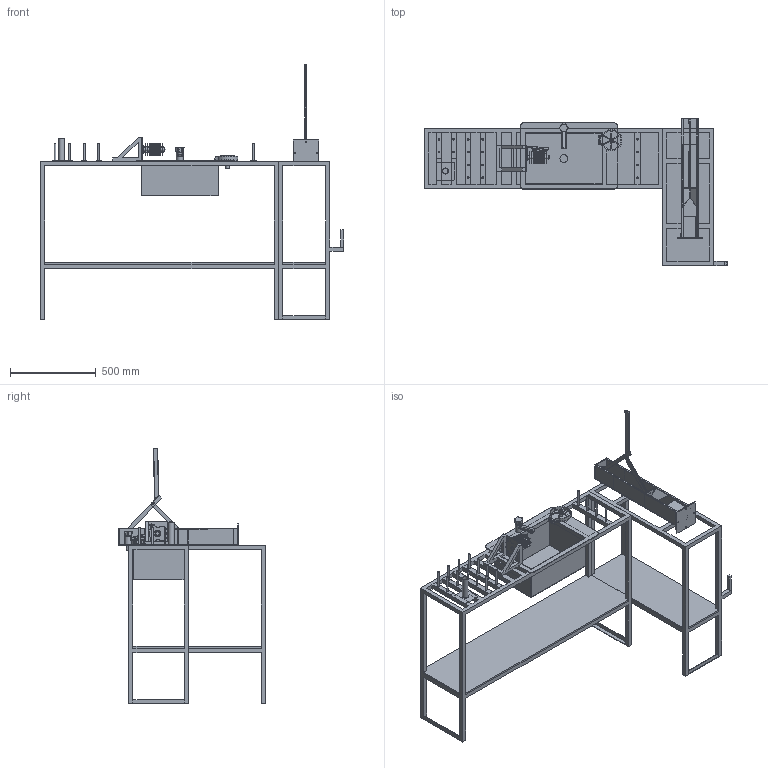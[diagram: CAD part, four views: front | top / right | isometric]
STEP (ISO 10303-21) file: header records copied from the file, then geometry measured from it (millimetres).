
FILE_DESCRIPTION(/* description */ ('STEP AP242','CAx-IF Rec.Pracs.---Representation and Presentation of Product Manufacturing Information (PMI)---4.0---2014-10-13','CAx-IF Rec.Pracs.---3D Tessellated Geometry---0.4---2014-09-14','2;1'),/* implementation_level */ '2;1');
FILE_NAME(/* name */ '65b4f4e6275b086e44b04280',/* time_stamp */ '2024-01-27T12:19:52Z',/* author */ (''),/* organization */ (''),/* preprocessor_version */ 'ST-DEVELOPER v19.4',/* originating_system */ ' ',/* authorisation */ ' ');
FILE_SCHEMA (('AP242_MANAGED_MODEL_BASED_3D_ENGINEERING_MIM_LF { 1 0 10303 442 1 1 4 }'));
Length unit declared in the file: metre
Products named in the file (38): Assembly 1; Part 1; Assembly 1 <2>; Part 2; Assembly 1 <1>; Assembly 1 <3>
Assembly tree (43 placements, depth 5):
  Assembly 1
    Part 1  x2
    Part 1
    Part 1
    Part 1
    Part 1  x3
    Part 1
    Part 1
    Assembly 1 <2>
      Part 1
      Part 2
    Part 1
    Part 1
    Assembly 1 <1>
      Part 1
      Assembly 1 <1>
        Part 1
        Part 1
        Part 1
      Part 1
    Assembly 1 <3>
      Assembly 1 <2>
        Part 1
        Part 1
        Assembly 1 <1>
          Part 1
          Part 1
          Part 1
      Assembly 1 <1>
        Part 1
        Part 1  x3
        Part 1
        Part 1
      Assembly 1 <3>
        Part 1
        Part 1
        Part 2
        Part 2  x2
Bounding box: 1769.6 x 860 x 1493.66 mm (x, y, z)
Volume: 25438198.9 mm3; surface area: 6211433.7 mm2
Topology: 35 solids, 35 shells, 995 faces, 2340 edges, 1516 vertices
Faces by surface type: plane 630, cylinder 286, torus 38, sphere 15, bspline 14, cone 12
Full cylindrical faces by diameter (mm): 1 x5, 3 x106, 6 x5, 7 x24, 10 x22, 13.9 x3, 15 x1, 20 x6, 21 x1, 25 x5, 26 x1, 31 x2, 35 x2, 40 x1, 45 x1
Entity records: 29255 total; most frequent: CARTESIAN_POINT 6425, DIRECTION 4193, ORIENTED_EDGE 3778, EDGE_CURVE 1889, AXIS2_PLACEMENT_3D 1495, EDGE_LOOP 1356, FACE_BOUND 1356, VERTEX_POINT 1319
